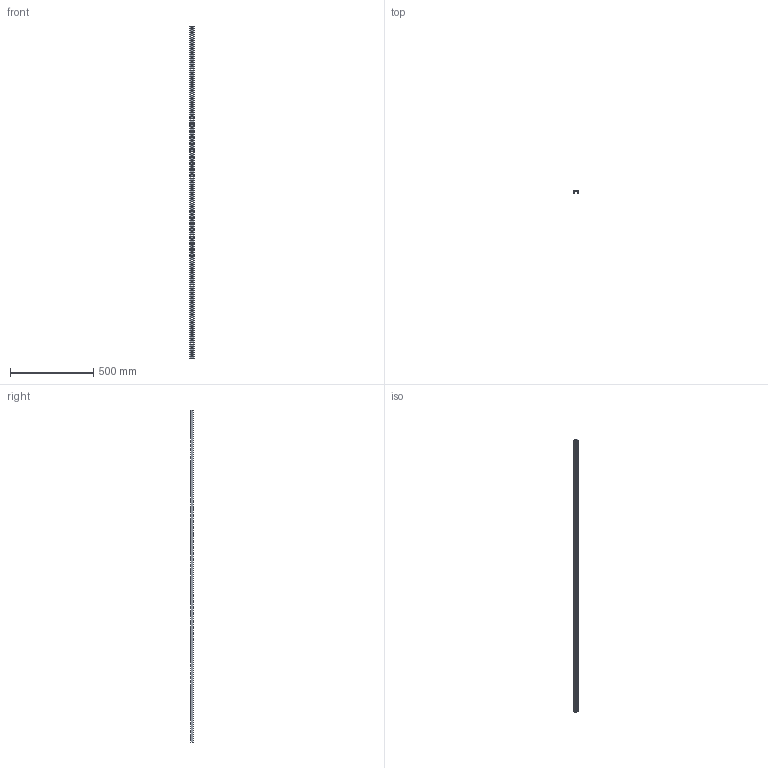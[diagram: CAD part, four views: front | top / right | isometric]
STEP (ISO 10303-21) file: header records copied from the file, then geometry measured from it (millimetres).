
FILE_DESCRIPTION((''),'2;1');
FILE_NAME('129907.stp','2011-02-15T15:36:23',('DMK009'),(''),'Autodesk Inventor 2011','Autodesk Inventor 2011','');
FILE_SCHEMA(('AUTOMOTIVE_DESIGN { 1 0 10303 214 1 1 1 1 }'));
Length unit declared in the file: millimetre
Products named in the file (1): MPC Systemschiene 27x18 Edelstahl
Bounding box: 27 x 18 x 2000 mm (x, y, z)
Volume: 159083.8 mm3; surface area: 263590.2 mm2
Topology: 1 solids, 1 shells, 222 faces, 660 edges, 440 vertices
Faces by surface type: cylinder 128, plane 94
Full cylindrical faces by diameter (mm): 12.5 x40
Entity records: 7686 total; most frequent: DIRECTION 1322, CARTESIAN_POINT 1283, ORIENTED_EDGE 1240, EDGE_CURVE 620, AXIS2_PLACEMENT_3D 479, VERTEX_POINT 440, EDGE_LOOP 422, VECTOR 364
